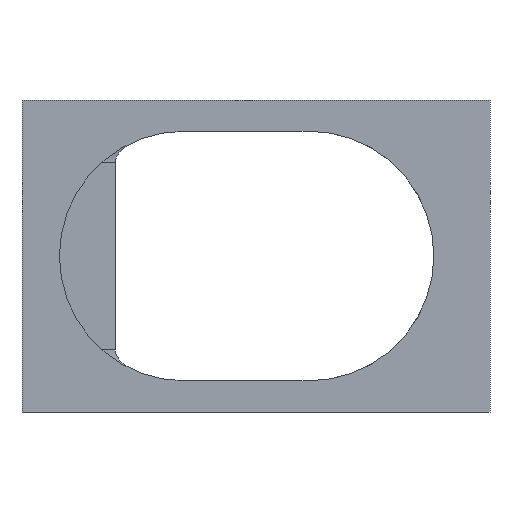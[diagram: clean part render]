
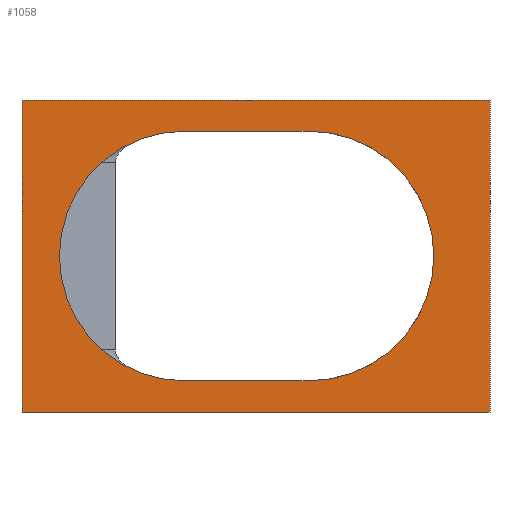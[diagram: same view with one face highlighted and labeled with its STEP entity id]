
A CAD part, front view. The second image highlights one B-rep face of the part: STEP entity #1058.
In plain terms, the highlighted planar face has unit normal (0, -1, 0).
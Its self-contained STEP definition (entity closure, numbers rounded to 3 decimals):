
#8 = VERTEX_POINT ( 'NONE', #43 ) ;
#43 = CARTESIAN_POINT ( 'NONE',  ( 0., 0., 0. ) ) ;
#64 = FACE_BOUND ( 'NONE', #1161, .T. ) ;
#85 = DIRECTION ( 'NONE',  ( -1., 0., 0. ) ) ;
#119 = DIRECTION ( 'NONE',  ( 0., 1., 0. ) ) ;
#123 = CARTESIAN_POINT ( 'NONE',  ( -98., 0., 90. ) ) ;
#139 = ORIENTED_EDGE ( 'NONE', *, *, #352, .T. ) ;
#144 = VERTEX_POINT ( 'NONE', #239 ) ;
#150 = CARTESIAN_POINT ( 'NONE',  ( -58., 0., 50. ) ) ;
#151 = VECTOR ( 'NONE', #85, 1000. ) ;
#171 = ORIENTED_EDGE ( 'NONE', *, *, #1350, .T. ) ;
#220 = DIRECTION ( 'NONE',  ( 1., 0., 0. ) ) ;
#239 = CARTESIAN_POINT ( 'NONE',  ( -58., 0., 10. ) ) ;
#250 = VECTOR ( 'NONE', #1211, 1000. ) ;
#275 = DIRECTION ( 'NONE',  ( 1., 0., 0. ) ) ;
#305 = DIRECTION ( 'NONE',  ( 0., 1., 0. ) ) ;
#314 = VECTOR ( 'NONE', #220, 1000. ) ;
#320 = AXIS2_PLACEMENT_3D ( 'NONE', #1412, #119, #542 ) ;
#346 = CIRCLE ( 'NONE', #320, 40. ) ;
#352 = EDGE_CURVE ( 'NONE', #541, #1207, #1041, .T. ) ;
#360 = VERTEX_POINT ( 'NONE', #396 ) ;
#377 = DIRECTION ( 'NONE',  ( 0., 1., 0. ) ) ;
#396 = CARTESIAN_POINT ( 'NONE',  ( 0., 0., 100. ) ) ;
#400 = EDGE_LOOP ( 'NONE', ( #1039, #672, #1226, #1134 ) ) ;
#420 = EDGE_CURVE ( 'NONE', #1334, #541, #346, .T. ) ;
#426 = LINE ( 'NONE', #999, #250 ) ;
#427 = FACE_OUTER_BOUND ( 'NONE', #400, .T. ) ;
#430 = DIRECTION ( 'NONE',  ( 0., 0., -1. ) ) ;
#437 = EDGE_CURVE ( 'NONE', #1302, #360, #426, .T. ) ;
#480 = VECTOR ( 'NONE', #275, 1000. ) ;
#527 = LINE ( 'NONE', #615, #151 ) ;
#532 = CARTESIAN_POINT ( 'NONE',  ( 0., 0., 100. ) ) ;
#541 = VERTEX_POINT ( 'NONE', #123 ) ;
#542 = DIRECTION ( 'NONE',  ( 0., 0., 1. ) ) ;
#559 = CARTESIAN_POINT ( 'NONE',  ( 0., 0., 0. ) ) ;
#592 = CARTESIAN_POINT ( 'NONE',  ( -150., 0., 100. ) ) ;
#615 = CARTESIAN_POINT ( 'NONE',  ( -58., 0., 10. ) ) ;
#651 = CARTESIAN_POINT ( 'NONE',  ( -58., 0., 90. ) ) ;
#672 = ORIENTED_EDGE ( 'NONE', *, *, #894, .F. ) ;
#680 = VECTOR ( 'NONE', #430, 1000. ) ;
#708 = AXIS2_PLACEMENT_3D ( 'NONE', #532, #305, #958 ) ;
#734 = ORIENTED_EDGE ( 'NONE', *, *, #813, .T. ) ;
#753 = LINE ( 'NONE', #1280, #769 ) ;
#769 = VECTOR ( 'NONE', #867, 1000. ) ;
#790 = VERTEX_POINT ( 'NONE', #921 ) ;
#795 = CIRCLE ( 'NONE', #1044, 40. ) ;
#813 = EDGE_CURVE ( 'NONE', #144, #1334, #527, .T. ) ;
#845 = CARTESIAN_POINT ( 'NONE',  ( 0., 0., 100. ) ) ;
#867 = DIRECTION ( 'NONE',  ( 0., 0., -1. ) ) ;
#894 = EDGE_CURVE ( 'NONE', #360, #8, #1387, .T. ) ;
#921 = CARTESIAN_POINT ( 'NONE',  ( -150., 0., 0. ) ) ;
#922 = EDGE_CURVE ( 'NONE', #1302, #790, #753, .T. ) ;
#924 = CARTESIAN_POINT ( 'NONE',  ( -98., 0., 10. ) ) ;
#958 = DIRECTION ( 'NONE',  ( 0., 0., 1. ) ) ;
#980 = ORIENTED_EDGE ( 'NONE', *, *, #420, .T. ) ;
#999 = CARTESIAN_POINT ( 'NONE',  ( 0., 0., 100. ) ) ;
#1039 = ORIENTED_EDGE ( 'NONE', *, *, #1150, .T. ) ;
#1041 = LINE ( 'NONE', #1249, #480 ) ;
#1044 = AXIS2_PLACEMENT_3D ( 'NONE', #150, #377, #1231 ) ;
#1058 = ADVANCED_FACE ( 'NONE', ( #427, #64 ), #1283, .F. ) ;
#1085 = LINE ( 'NONE', #559, #314 ) ;
#1134 = ORIENTED_EDGE ( 'NONE', *, *, #922, .T. ) ;
#1150 = EDGE_CURVE ( 'NONE', #790, #8, #1085, .T. ) ;
#1161 = EDGE_LOOP ( 'NONE', ( #171, #734, #980, #139 ) ) ;
#1207 = VERTEX_POINT ( 'NONE', #651 ) ;
#1211 = DIRECTION ( 'NONE',  ( 1., 0., 0. ) ) ;
#1226 = ORIENTED_EDGE ( 'NONE', *, *, #437, .F. ) ;
#1231 = DIRECTION ( 'NONE',  ( 0., 0., 1. ) ) ;
#1249 = CARTESIAN_POINT ( 'NONE',  ( -58., 0., 90. ) ) ;
#1280 = CARTESIAN_POINT ( 'NONE',  ( -150., 0., 100. ) ) ;
#1283 = PLANE ( 'NONE',  #708 ) ;
#1302 = VERTEX_POINT ( 'NONE', #592 ) ;
#1334 = VERTEX_POINT ( 'NONE', #924 ) ;
#1350 = EDGE_CURVE ( 'NONE', #1207, #144, #795, .T. ) ;
#1387 = LINE ( 'NONE', #845, #680 ) ;
#1412 = CARTESIAN_POINT ( 'NONE',  ( -98., 0., 50. ) ) ;
